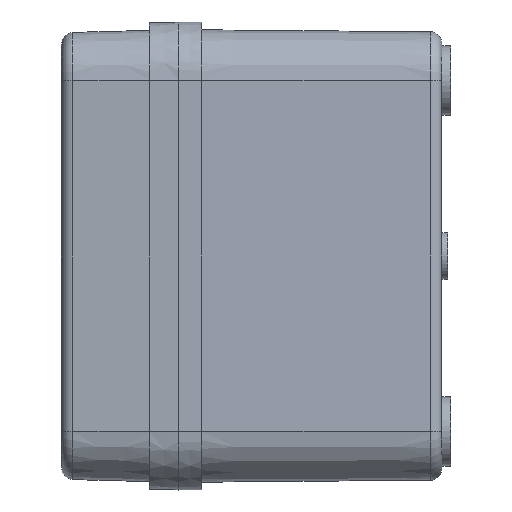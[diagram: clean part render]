
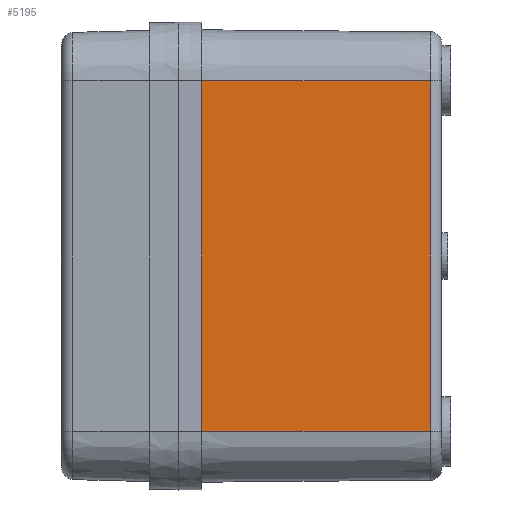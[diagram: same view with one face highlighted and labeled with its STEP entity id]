
A CAD part, left-side view. The second image highlights one B-rep face of the part: STEP entity #5195.
In plain terms, the highlighted planar face has unit normal (-1, -0.009, 0).
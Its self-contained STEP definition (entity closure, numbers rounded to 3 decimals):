
#335 = VECTOR ( 'NONE', #3755, 1000. ) ;
#598 = ORIENTED_EDGE ( 'NONE', *, *, #4563, .T. ) ;
#768 = FACE_OUTER_BOUND ( 'NONE', #4826, .T. ) ;
#786 = VECTOR ( 'NONE', #10478, 1000. ) ;
#2259 = CARTESIAN_POINT ( 'NONE',  ( -53.7, 0., -30. ) ) ;
#2328 = PLANE ( 'NONE',  #5730 ) ;
#2397 = EDGE_CURVE ( 'NONE', #8451, #4588, #8273, .T. ) ;
#2863 = CARTESIAN_POINT ( 'NONE',  ( -53.7, 0., 30. ) ) ;
#3599 = CARTESIAN_POINT ( 'NONE',  ( -53.665, -4., -30. ) ) ;
#3704 = VECTOR ( 'NONE', #6246, 1000. ) ;
#3755 = DIRECTION ( 'NONE',  ( -0.009, 1., 0. ) ) ;
#4125 = CARTESIAN_POINT ( 'NONE',  ( -53.325, -43.017, -30. ) ) ;
#4499 = LINE ( 'NONE', #8536, #786 ) ;
#4563 = EDGE_CURVE ( 'NONE', #8451, #8548, #7496, .T. ) ;
#4588 = VERTEX_POINT ( 'NONE', #3599 ) ;
#4673 = CARTESIAN_POINT ( 'NONE',  ( -53.325, -43.017, 30. ) ) ;
#4790 = EDGE_CURVE ( 'NONE', #8548, #10502, #7996, .T. ) ;
#4826 = EDGE_LOOP ( 'NONE', ( #7751, #598, #5248, #8026 ) ) ;
#5195 = ADVANCED_FACE ( 'NONE', ( #768 ), #2328, .T. ) ;
#5248 = ORIENTED_EDGE ( 'NONE', *, *, #4790, .T. ) ;
#5419 = CARTESIAN_POINT ( 'NONE',  ( -53.325, -43.017, 30. ) ) ;
#5730 = AXIS2_PLACEMENT_3D ( 'NONE', #2259, #8425, #10886 ) ;
#5746 = EDGE_CURVE ( 'NONE', #4588, #10502, #4499, .T. ) ;
#6246 = DIRECTION ( 'NONE',  ( 0., 0., 1. ) ) ;
#6651 = CARTESIAN_POINT ( 'NONE',  ( -53.7, 0., -30. ) ) ;
#7496 = LINE ( 'NONE', #5419, #3704 ) ;
#7751 = ORIENTED_EDGE ( 'NONE', *, *, #2397, .F. ) ;
#7996 = LINE ( 'NONE', #2863, #335 ) ;
#8026 = ORIENTED_EDGE ( 'NONE', *, *, #5746, .F. ) ;
#8273 = LINE ( 'NONE', #6651, #8455 ) ;
#8425 = DIRECTION ( 'NONE',  ( -1., -0.009, 0. ) ) ;
#8451 = VERTEX_POINT ( 'NONE', #4125 ) ;
#8455 = VECTOR ( 'NONE', #9390, 1000. ) ;
#8536 = CARTESIAN_POINT ( 'NONE',  ( -53.665, -4., -30. ) ) ;
#8548 = VERTEX_POINT ( 'NONE', #4673 ) ;
#9390 = DIRECTION ( 'NONE',  ( -0.009, 1., 0. ) ) ;
#9541 = CARTESIAN_POINT ( 'NONE',  ( -53.665, -4., 30. ) ) ;
#10478 = DIRECTION ( 'NONE',  ( 0., 0., 1. ) ) ;
#10502 = VERTEX_POINT ( 'NONE', #9541 ) ;
#10886 = DIRECTION ( 'NONE',  ( 0.009, -1., 0. ) ) ;
